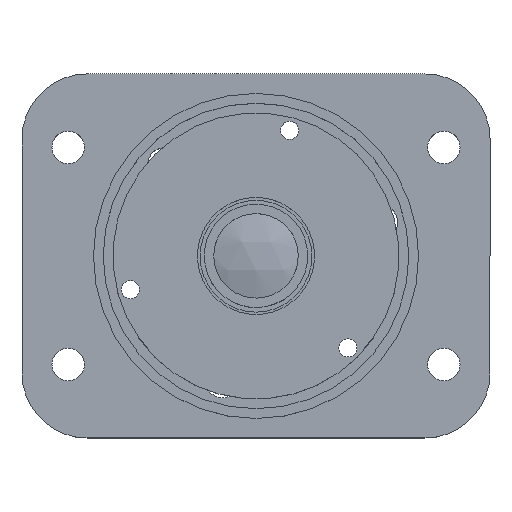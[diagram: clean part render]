
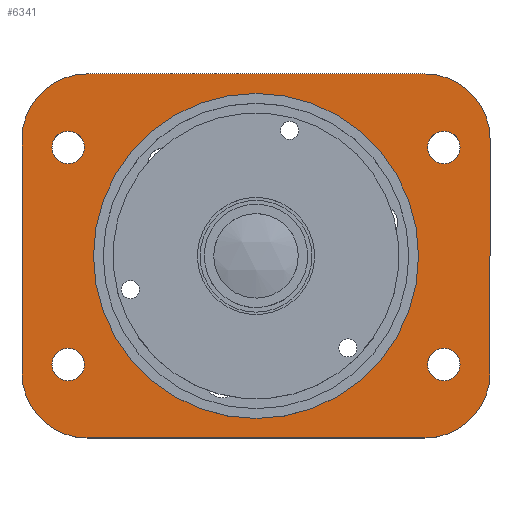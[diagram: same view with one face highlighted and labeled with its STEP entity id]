
A CAD part, top view. The second image highlights one B-rep face of the part: STEP entity #6341.
In plain terms, the highlighted planar face has unit normal (0, 0, 1).
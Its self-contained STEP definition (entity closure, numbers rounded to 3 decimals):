
#75 = DIRECTION ( 'NONE',  ( 0., 0., 1. ) ) ;
#187 = EDGE_CURVE ( 'NONE', #3614, #2245, #606, .T. ) ;
#196 = CARTESIAN_POINT ( 'NONE',  ( 0., 0., 11.7 ) ) ;
#209 = EDGE_CURVE ( 'NONE', #6408, #6408, #789, .T. ) ;
#220 = DIRECTION ( 'NONE',  ( 0., 1., 0. ) ) ;
#354 = CARTESIAN_POINT ( 'NONE',  ( -13.2, -8.35, 11.7 ) ) ;
#407 = ORIENTED_EDGE ( 'NONE', *, *, #187, .T. ) ;
#443 = CIRCLE ( 'NONE', #4641, 5. ) ;
#482 = CARTESIAN_POINT ( 'NONE',  ( -18., 14., 11.7 ) ) ;
#606 = CIRCLE ( 'NONE', #6155, 5. ) ;
#655 = VERTEX_POINT ( 'NONE', #354 ) ;
#785 = VERTEX_POINT ( 'NONE', #7090 ) ;
#789 = CIRCLE ( 'NONE', #6942, 12.5 ) ;
#838 = AXIS2_PLACEMENT_3D ( 'NONE', #5329, #1835, #5923 ) ;
#880 = CARTESIAN_POINT ( 'NONE',  ( 18., 9., 11.7 ) ) ;
#951 = VERTEX_POINT ( 'NONE', #3113 ) ;
#966 = AXIS2_PLACEMENT_3D ( 'NONE', #196, #1379, #5459 ) ;
#1003 = DIRECTION ( 'NONE',  ( 0., 0., 1. ) ) ;
#1080 = DIRECTION ( 'NONE',  ( -1., 0., 0. ) ) ;
#1093 = VERTEX_POINT ( 'NONE', #3816 ) ;
#1114 = VERTEX_POINT ( 'NONE', #5081 ) ;
#1218 = VERTEX_POINT ( 'NONE', #7345 ) ;
#1221 = CARTESIAN_POINT ( 'NONE',  ( -18., -14., 11.7 ) ) ;
#1366 = EDGE_CURVE ( 'NONE', #1218, #1218, #5214, .T. ) ;
#1379 = DIRECTION ( 'NONE',  ( 0., 0., 1. ) ) ;
#1418 = ORIENTED_EDGE ( 'NONE', *, *, #5270, .T. ) ;
#1458 = FACE_OUTER_BOUND ( 'NONE', #6808, .T. ) ;
#1552 = CARTESIAN_POINT ( 'NONE',  ( -18., 9., 11.7 ) ) ;
#1639 = FACE_BOUND ( 'NONE', #6047, .T. ) ;
#1683 = VERTEX_POINT ( 'NONE', #880 ) ;
#1692 = DIRECTION ( 'NONE',  ( 0., -1., 0. ) ) ;
#1765 = CARTESIAN_POINT ( 'NONE',  ( -13., -9., 11.7 ) ) ;
#1815 = DIRECTION ( 'NONE',  ( 0., 0., 1. ) ) ;
#1835 = DIRECTION ( 'NONE',  ( 0., 0., 1. ) ) ;
#1916 = VECTOR ( 'NONE', #5283, 1000. ) ;
#2053 = CARTESIAN_POINT ( 'NONE',  ( 12.5, 0., 11.7 ) ) ;
#2218 = VERTEX_POINT ( 'NONE', #3876 ) ;
#2245 = VERTEX_POINT ( 'NONE', #1552 ) ;
#2364 = DIRECTION ( 'NONE',  ( 1., 0., 0. ) ) ;
#2419 = DIRECTION ( 'NONE',  ( 0., 0., 1. ) ) ;
#2434 = EDGE_CURVE ( 'NONE', #2218, #2218, #3034, .T. ) ;
#2508 = EDGE_CURVE ( 'NONE', #655, #655, #3844, .T. ) ;
#2580 = AXIS2_PLACEMENT_3D ( 'NONE', #4515, #1003, #5084 ) ;
#2615 = AXIS2_PLACEMENT_3D ( 'NONE', #7227, #3182, #6066 ) ;
#2784 = VECTOR ( 'NONE', #1692, 1000. ) ;
#2926 = CARTESIAN_POINT ( 'NONE',  ( 14.45, 8.35, 11.7 ) ) ;
#3028 = FACE_BOUND ( 'NONE', #5059, .T. ) ;
#3034 = CIRCLE ( 'NONE', #4130, 1.25 ) ;
#3038 = CIRCLE ( 'NONE', #5318, 5. ) ;
#3049 = ORIENTED_EDGE ( 'NONE', *, *, #209, .F. ) ;
#3113 = CARTESIAN_POINT ( 'NONE',  ( -18., -9., 11.7 ) ) ;
#3122 = CARTESIAN_POINT ( 'NONE',  ( -13., -14., 11.7 ) ) ;
#3182 = DIRECTION ( 'NONE',  ( 0., 0., 1. ) ) ;
#3297 = DIRECTION ( 'NONE',  ( 0., 0., 1. ) ) ;
#3509 = DIRECTION ( 'NONE',  ( 1., 0., 0. ) ) ;
#3579 = VECTOR ( 'NONE', #1080, 1000. ) ;
#3585 = CARTESIAN_POINT ( 'NONE',  ( 0., 0., 11.7 ) ) ;
#3614 = VERTEX_POINT ( 'NONE', #3951 ) ;
#3658 = EDGE_CURVE ( 'NONE', #2245, #951, #7057, .T. ) ;
#3704 = PLANE ( 'NONE',  #966 ) ;
#3756 = LINE ( 'NONE', #482, #3579 ) ;
#3778 = CARTESIAN_POINT ( 'NONE',  ( 18., -9., 11.7 ) ) ;
#3816 = CARTESIAN_POINT ( 'NONE',  ( 13., 14., 11.7 ) ) ;
#3844 = CIRCLE ( 'NONE', #838, 1.25 ) ;
#3876 = CARTESIAN_POINT ( 'NONE',  ( 15.7, 8.35, 11.7 ) ) ;
#3895 = ORIENTED_EDGE ( 'NONE', *, *, #1366, .F. ) ;
#3951 = CARTESIAN_POINT ( 'NONE',  ( -13., 14., 11.7 ) ) ;
#4130 = AXIS2_PLACEMENT_3D ( 'NONE', #2926, #6991, #3509 ) ;
#4141 = ORIENTED_EDGE ( 'NONE', *, *, #6245, .T. ) ;
#4179 = DIRECTION ( 'NONE',  ( 1., 0., 0. ) ) ;
#4293 = ORIENTED_EDGE ( 'NONE', *, *, #3658, .T. ) ;
#4387 = LINE ( 'NONE', #6620, #5939 ) ;
#4515 = CARTESIAN_POINT ( 'NONE',  ( 14.45, -8.35, 11.7 ) ) ;
#4568 = FACE_BOUND ( 'NONE', #6378, .T. ) ;
#4572 = CIRCLE ( 'NONE', #2580, 1.25 ) ;
#4641 = AXIS2_PLACEMENT_3D ( 'NONE', #1765, #5845, #2364 ) ;
#4965 = VERTEX_POINT ( 'NONE', #3778 ) ;
#5048 = EDGE_CURVE ( 'NONE', #1114, #1114, #4572, .T. ) ;
#5059 = EDGE_LOOP ( 'NONE', ( #6436 ) ) ;
#5081 = CARTESIAN_POINT ( 'NONE',  ( 15.7, -8.35, 11.7 ) ) ;
#5084 = DIRECTION ( 'NONE',  ( 1., 0., 0. ) ) ;
#5137 = CIRCLE ( 'NONE', #5263, 5. ) ;
#5214 = CIRCLE ( 'NONE', #2615, 1.25 ) ;
#5263 = AXIS2_PLACEMENT_3D ( 'NONE', #6776, #3297, #7378 ) ;
#5270 = EDGE_CURVE ( 'NONE', #6974, #785, #6382, .T. ) ;
#5283 = DIRECTION ( 'NONE',  ( 1., 0., 0. ) ) ;
#5308 = CARTESIAN_POINT ( 'NONE',  ( 13., 9., 11.7 ) ) ;
#5318 = AXIS2_PLACEMENT_3D ( 'NONE', #5308, #1815, #5904 ) ;
#5329 = CARTESIAN_POINT ( 'NONE',  ( -14.45, -8.35, 11.7 ) ) ;
#5459 = DIRECTION ( 'NONE',  ( 1., 0., 0. ) ) ;
#5534 = EDGE_LOOP ( 'NONE', ( #3049 ) ) ;
#5614 = EDGE_CURVE ( 'NONE', #1093, #3614, #3756, .T. ) ;
#5755 = EDGE_CURVE ( 'NONE', #1683, #1093, #3038, .T. ) ;
#5776 = ORIENTED_EDGE ( 'NONE', *, *, #5755, .T. ) ;
#5782 = CARTESIAN_POINT ( 'NONE',  ( -18., 14., 11.7 ) ) ;
#5845 = DIRECTION ( 'NONE',  ( 0., 0., 1. ) ) ;
#5901 = CARTESIAN_POINT ( 'NONE',  ( -13., 9., 11.7 ) ) ;
#5904 = DIRECTION ( 'NONE',  ( 1., 0., 0. ) ) ;
#5923 = DIRECTION ( 'NONE',  ( 1., 0., 0. ) ) ;
#5925 = ORIENTED_EDGE ( 'NONE', *, *, #5614, .T. ) ;
#5939 = VECTOR ( 'NONE', #220, 1000. ) ;
#6047 = EDGE_LOOP ( 'NONE', ( #6071 ) ) ;
#6066 = DIRECTION ( 'NONE',  ( 1., 0., 0. ) ) ;
#6071 = ORIENTED_EDGE ( 'NONE', *, *, #5048, .F. ) ;
#6108 = FACE_BOUND ( 'NONE', #5534, .T. ) ;
#6153 = ORIENTED_EDGE ( 'NONE', *, *, #6362, .T. ) ;
#6155 = AXIS2_PLACEMENT_3D ( 'NONE', #5901, #2419, #6470 ) ;
#6245 = EDGE_CURVE ( 'NONE', #951, #6974, #443, .T. ) ;
#6290 = FACE_BOUND ( 'NONE', #6415, .T. ) ;
#6341 = ADVANCED_FACE ( 'NONE', ( #6108, #3028, #1639, #6290, #4568, #1458 ), #3704, .T. ) ;
#6362 = EDGE_CURVE ( 'NONE', #4965, #1683, #4387, .T. ) ;
#6378 = EDGE_LOOP ( 'NONE', ( #3895 ) ) ;
#6382 = LINE ( 'NONE', #1221, #1916 ) ;
#6408 = VERTEX_POINT ( 'NONE', #2053 ) ;
#6415 = EDGE_LOOP ( 'NONE', ( #7560 ) ) ;
#6436 = ORIENTED_EDGE ( 'NONE', *, *, #2434, .F. ) ;
#6470 = DIRECTION ( 'NONE',  ( 1., 0., 0. ) ) ;
#6471 = EDGE_CURVE ( 'NONE', #785, #4965, #5137, .T. ) ;
#6620 = CARTESIAN_POINT ( 'NONE',  ( 18., 14., 11.7 ) ) ;
#6776 = CARTESIAN_POINT ( 'NONE',  ( 13., -9., 11.7 ) ) ;
#6808 = EDGE_LOOP ( 'NONE', ( #6153, #5776, #5925, #407, #4293, #4141, #1418, #7568 ) ) ;
#6942 = AXIS2_PLACEMENT_3D ( 'NONE', #3585, #75, #4179 ) ;
#6974 = VERTEX_POINT ( 'NONE', #3122 ) ;
#6991 = DIRECTION ( 'NONE',  ( 0., 0., 1. ) ) ;
#7057 = LINE ( 'NONE', #5782, #2784 ) ;
#7090 = CARTESIAN_POINT ( 'NONE',  ( 13., -14., 11.7 ) ) ;
#7227 = CARTESIAN_POINT ( 'NONE',  ( -14.45, 8.35, 11.7 ) ) ;
#7345 = CARTESIAN_POINT ( 'NONE',  ( -13.2, 8.35, 11.7 ) ) ;
#7378 = DIRECTION ( 'NONE',  ( 1., 0., 0. ) ) ;
#7560 = ORIENTED_EDGE ( 'NONE', *, *, #2508, .F. ) ;
#7568 = ORIENTED_EDGE ( 'NONE', *, *, #6471, .T. ) ;
